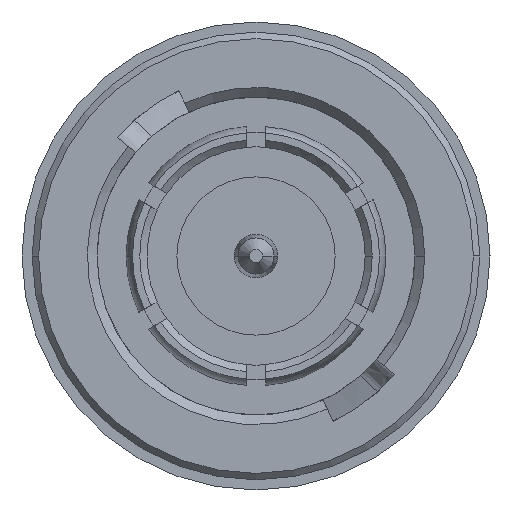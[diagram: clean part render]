
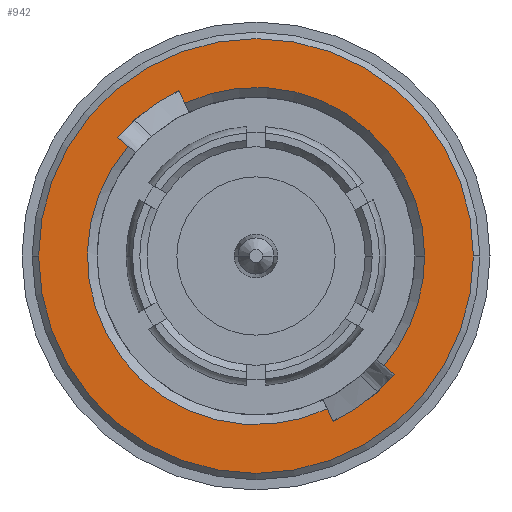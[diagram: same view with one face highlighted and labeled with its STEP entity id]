
A CAD part, left-side view. The second image highlights one B-rep face of the part: STEP entity #942.
In plain terms, the highlighted planar face has unit normal (-1, 0, 0).
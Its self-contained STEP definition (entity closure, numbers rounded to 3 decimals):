
#12 = CIRCLE ( 'NONE', #2103, 5.225 ) ;
#21 = DIRECTION ( 'NONE',  ( -1., 0., 0. ) ) ;
#179 = CARTESIAN_POINT ( 'NONE',  ( 283.797, 17.266, 0. ) ) ;
#223 = VECTOR ( 'NONE', #1766, 1000. ) ;
#229 = DIRECTION ( 'NONE',  ( 0., 1., 0. ) ) ;
#400 = EDGE_CURVE ( 'NONE', #577, #1452, #2510, .T. ) ;
#437 = CARTESIAN_POINT ( 'NONE',  ( 283.797, 15.059, -4.736 ) ) ;
#449 = DIRECTION ( 'NONE',  ( 0., -0.759, -0.651 ) ) ;
#532 = LINE ( 'NONE', #4889, #4765 ) ;
#577 = VERTEX_POINT ( 'NONE', #820 ) ;
#589 = DIRECTION ( 'NONE',  ( 0., -1., 0. ) ) ;
#623 = VERTEX_POINT ( 'NONE', #2008 ) ;
#636 = CARTESIAN_POINT ( 'NONE',  ( 283.797, 10.531, 0. ) ) ;
#665 = EDGE_CURVE ( 'NONE', #1452, #1992, #532, .T. ) ;
#820 = CARTESIAN_POINT ( 'NONE',  ( 283.797, 12.976, -3.677 ) ) ;
#902 = VERTEX_POINT ( 'NONE', #3016 ) ;
#917 = CARTESIAN_POINT ( 'NONE',  ( 283.797, 17.266, 0. ) ) ;
#938 = CIRCLE ( 'NONE', #2899, 6.735 ) ;
#940 = CARTESIAN_POINT ( 'NONE',  ( 283.797, 21.555, 3.677 ) ) ;
#942 = ADVANCED_FACE ( 'NONE', ( #1148, #3194 ), #2585, .T. ) ;
#985 = ORIENTED_EDGE ( 'NONE', *, *, #1586, .T. ) ;
#1038 = EDGE_CURVE ( 'NONE', #1872, #577, #2948, .T. ) ;
#1083 = DIRECTION ( 'NONE',  ( 1., 0., 0. ) ) ;
#1148 = FACE_OUTER_BOUND ( 'NONE', #3593, .T. ) ;
#1191 = ORIENTED_EDGE ( 'NONE', *, *, #1038, .T. ) ;
#1227 = VERTEX_POINT ( 'NONE', #5254 ) ;
#1274 = CARTESIAN_POINT ( 'NONE',  ( 283.797, 24.001, 0. ) ) ;
#1311 = DIRECTION ( 'NONE',  ( 1., 0., 0. ) ) ;
#1351 = DIRECTION ( 'NONE',  ( 0., -1., 0. ) ) ;
#1378 = CARTESIAN_POINT ( 'NONE',  ( 283.797, 17.266, 0. ) ) ;
#1452 = VERTEX_POINT ( 'NONE', #1994 ) ;
#1475 = VERTEX_POINT ( 'NONE', #2993 ) ;
#1567 = DIRECTION ( 'NONE',  ( 1., 0., 0. ) ) ;
#1586 = EDGE_CURVE ( 'NONE', #3897, #4280, #938, .T. ) ;
#1621 = ORIENTED_EDGE ( 'NONE', *, *, #3938, .T. ) ;
#1765 = AXIS2_PLACEMENT_3D ( 'NONE', #4029, #1567, #4453 ) ;
#1766 = DIRECTION ( 'NONE',  ( 0., 0.759, 0.651 ) ) ;
#1791 = AXIS2_PLACEMENT_3D ( 'NONE', #5149, #2665, #229 ) ;
#1849 = CIRCLE ( 'NONE', #1791, 6.735 ) ;
#1852 = VECTOR ( 'NONE', #449, 1000. ) ;
#1872 = VERTEX_POINT ( 'NONE', #3646 ) ;
#1992 = VERTEX_POINT ( 'NONE', #437 ) ;
#1994 = CARTESIAN_POINT ( 'NONE',  ( 283.797, 14.879, -5.121 ) ) ;
#2008 = CARTESIAN_POINT ( 'NONE',  ( 283.797, 21.555, 3.677 ) ) ;
#2103 = AXIS2_PLACEMENT_3D ( 'NONE', #179, #3033, #589 ) ;
#2169 = CARTESIAN_POINT ( 'NONE',  ( 283.797, 23.246, 0. ) ) ;
#2183 = ORIENTED_EDGE ( 'NONE', *, *, #665, .T. ) ;
#2196 = EDGE_LOOP ( 'NONE', ( #1191, #4739, #2183, #5333, #3836, #4603, #2794, #3756, #1621 ) ) ;
#2336 = CIRCLE ( 'NONE', #1765, 5.225 ) ;
#2464 = CARTESIAN_POINT ( 'NONE',  ( 283.797, 19.653, 5.121 ) ) ;
#2510 = CIRCLE ( 'NONE', #3601, 5.65 ) ;
#2585 = PLANE ( 'NONE',  #4227 ) ;
#2589 = VECTOR ( 'NONE', #5338, 1000. ) ;
#2665 = DIRECTION ( 'NONE',  ( -1., 0., 0. ) ) ;
#2794 = ORIENTED_EDGE ( 'NONE', *, *, #4611, .T. ) ;
#2840 = CIRCLE ( 'NONE', #4636, 5.225 ) ;
#2899 = AXIS2_PLACEMENT_3D ( 'NONE', #1378, #21, #4182 ) ;
#2948 = LINE ( 'NONE', #3305, #1852 ) ;
#2993 = CARTESIAN_POINT ( 'NONE',  ( 283.797, 21.233, 3.401 ) ) ;
#3016 = CARTESIAN_POINT ( 'NONE',  ( 283.797, 12.041, 0. ) ) ;
#3026 = AXIS2_PLACEMENT_3D ( 'NONE', #3779, #1311, #4197 ) ;
#3033 = DIRECTION ( 'NONE',  ( 1., 0., 0. ) ) ;
#3167 = EDGE_CURVE ( 'NONE', #4280, #3897, #1849, .T. ) ;
#3194 = FACE_BOUND ( 'NONE', #2196, .T. ) ;
#3305 = CARTESIAN_POINT ( 'NONE',  ( 283.797, 12.976, -3.677 ) ) ;
#3424 = ORIENTED_EDGE ( 'NONE', *, *, #3167, .T. ) ;
#3541 = CARTESIAN_POINT ( 'NONE',  ( 283.797, 17.266, 0. ) ) ;
#3593 = EDGE_LOOP ( 'NONE', ( #3424, #985 ) ) ;
#3601 = AXIS2_PLACEMENT_3D ( 'NONE', #917, #4204, #4625 ) ;
#3630 = CIRCLE ( 'NONE', #3026, 5.65 ) ;
#3646 = CARTESIAN_POINT ( 'NONE',  ( 283.797, 13.299, -3.401 ) ) ;
#3756 = ORIENTED_EDGE ( 'NONE', *, *, #4067, .T. ) ;
#3779 = CARTESIAN_POINT ( 'NONE',  ( 283.797, 17.266, 0. ) ) ;
#3823 = LINE ( 'NONE', #2464, #2589 ) ;
#3836 = ORIENTED_EDGE ( 'NONE', *, *, #4430, .T. ) ;
#3897 = VERTEX_POINT ( 'NONE', #636 ) ;
#3938 = EDGE_CURVE ( 'NONE', #902, #1872, #2840, .T. ) ;
#3954 = VERTEX_POINT ( 'NONE', #4378 ) ;
#3961 = DIRECTION ( 'NONE',  ( 0., -1., 0. ) ) ;
#4029 = CARTESIAN_POINT ( 'NONE',  ( 283.797, 17.266, 0. ) ) ;
#4067 = EDGE_CURVE ( 'NONE', #3954, #902, #2336, .T. ) ;
#4182 = DIRECTION ( 'NONE',  ( 0., 1., 0. ) ) ;
#4197 = DIRECTION ( 'NONE',  ( 0., 1., 0. ) ) ;
#4204 = DIRECTION ( 'NONE',  ( 1., 0., 0. ) ) ;
#4227 = AXIS2_PLACEMENT_3D ( 'NONE', #2169, #4234, #1351 ) ;
#4234 = DIRECTION ( 'NONE',  ( -1., 0., 0. ) ) ;
#4280 = VERTEX_POINT ( 'NONE', #1274 ) ;
#4358 = EDGE_CURVE ( 'NONE', #623, #1227, #3630, .T. ) ;
#4378 = CARTESIAN_POINT ( 'NONE',  ( 283.797, 19.473, 4.736 ) ) ;
#4430 = EDGE_CURVE ( 'NONE', #1475, #623, #4608, .T. ) ;
#4453 = DIRECTION ( 'NONE',  ( 0., -1., 0. ) ) ;
#4603 = ORIENTED_EDGE ( 'NONE', *, *, #4358, .T. ) ;
#4608 = LINE ( 'NONE', #940, #223 ) ;
#4611 = EDGE_CURVE ( 'NONE', #1227, #3954, #3823, .T. ) ;
#4625 = DIRECTION ( 'NONE',  ( 0., 1., 0. ) ) ;
#4636 = AXIS2_PLACEMENT_3D ( 'NONE', #3541, #1083, #3961 ) ;
#4739 = ORIENTED_EDGE ( 'NONE', *, *, #400, .T. ) ;
#4765 = VECTOR ( 'NONE', #5253, 1000. ) ;
#4802 = EDGE_CURVE ( 'NONE', #1992, #1475, #12, .T. ) ;
#4889 = CARTESIAN_POINT ( 'NONE',  ( 283.797, 14.879, -5.121 ) ) ;
#5149 = CARTESIAN_POINT ( 'NONE',  ( 283.797, 17.266, 0. ) ) ;
#5253 = DIRECTION ( 'NONE',  ( 0., 0.422, 0.906 ) ) ;
#5254 = CARTESIAN_POINT ( 'NONE',  ( 283.797, 19.653, 5.121 ) ) ;
#5333 = ORIENTED_EDGE ( 'NONE', *, *, #4802, .T. ) ;
#5338 = DIRECTION ( 'NONE',  ( 0., -0.422, -0.906 ) ) ;
